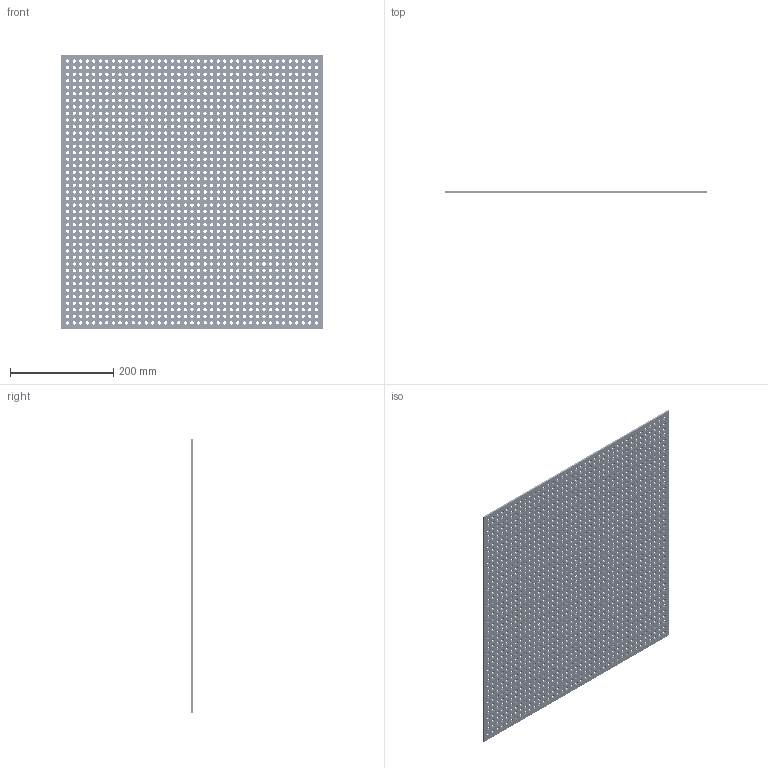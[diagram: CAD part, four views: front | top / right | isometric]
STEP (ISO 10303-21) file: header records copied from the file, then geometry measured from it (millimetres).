
FILE_DESCRIPTION (( 'STEP AP203' ), '1' );
FILE_NAME ('am-2170 Perforated Polycarbonate Sheet 20x21 0.125 thick.STEP', '2017-01-26T21:15:20', ( '' ), ( '' ), 'SwSTEP 2.0', 'SolidWorks 2017', '' );
FILE_SCHEMA (( 'CONFIG_CONTROL_DESIGN' ));
Length unit declared in the file: inch
Products named in the file (1): am-2170 Perforated Polycarbonate Sheet 20x21 0.125 thick
Bounding box: 508 x 3.17 x 533.4 mm (x, y, z)
Volume: 699541.8 mm3; surface area: 548547.3 mm2
Topology: 1 solids, 1 shells, 3204 faces, 9606 edges, 6404 vertices
Faces by surface type: cylinder 3198, plane 6
Entity records: 118561 total; most frequent: DIRECTION 22412, CARTESIAN_POINT 19215, ORIENTED_EDGE 19212, EDGE_CURVE 9606, AXIS2_PLACEMENT_3D 9601, VERTEX_POINT 6404, EDGE_LOOP 6402, CIRCLE 6396
